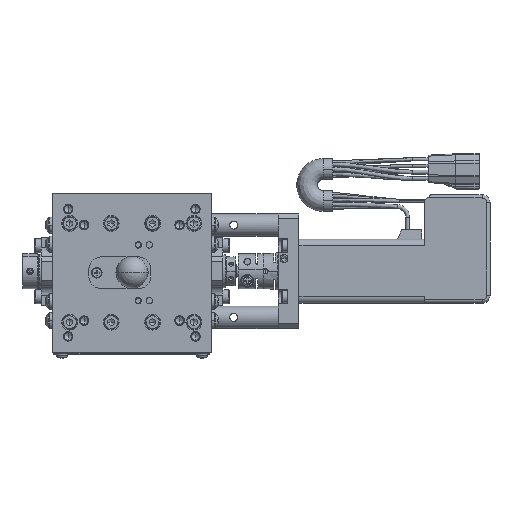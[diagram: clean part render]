
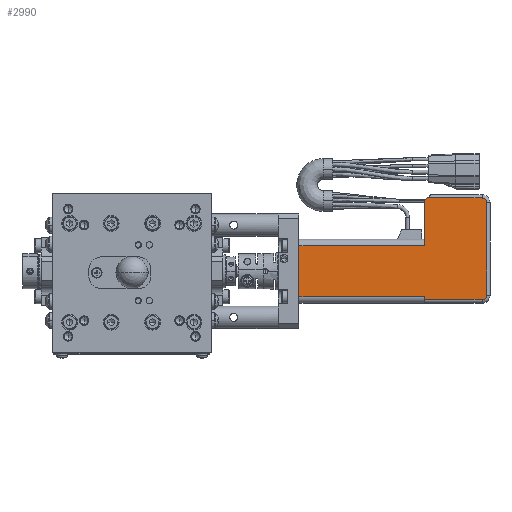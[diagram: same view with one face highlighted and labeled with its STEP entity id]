
A CAD part, top view. The second image highlights one B-rep face of the part: STEP entity #2990.
In plain terms, the highlighted planar face has unit normal (0, 0, 1).
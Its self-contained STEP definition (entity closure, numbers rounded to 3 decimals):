
#2990=ADVANCED_FACE('',(#30330),#30329,.F.);
#30329=PLANE('',#49973);
#30330=FACE_OUTER_BOUND('',#49974,.T.);
#49970=CARTESIAN_POINT('',(46.6,-11.7,16.));
#49971=DIRECTION('',(0.,0.,-1.));
#49972=DIRECTION('',(0.,1.,0.));
#49973=AXIS2_PLACEMENT_3D('',#49970,#49971,#49972);
#49974=EDGE_LOOP('',(#63996,#63997,#63998,#63999,#64000,#64001,#64002,#64003,#64004,#64005,#64006));
#63996=ORIENTED_EDGE('',*,*,#71016,.T.);
#63997=ORIENTED_EDGE('',*,*,#70970,.T.);
#63998=ORIENTED_EDGE('',*,*,#71012,.F.);
#63999=ORIENTED_EDGE('',*,*,#71039,.T.);
#64000=ORIENTED_EDGE('',*,*,#71035,.T.);
#64001=ORIENTED_EDGE('',*,*,#70994,.T.);
#64002=ORIENTED_EDGE('',*,*,#70991,.T.);
#64003=ORIENTED_EDGE('',*,*,#70988,.T.);
#64004=ORIENTED_EDGE('',*,*,#71025,.T.);
#64005=ORIENTED_EDGE('',*,*,#71040,.F.);
#64006=ORIENTED_EDGE('',*,*,#71041,.T.);
#70970=EDGE_CURVE('',#114568,#114610,#114617,.T.);
#70988=EDGE_CURVE('',#114721,#114736,#114743,.T.);
#70991=EDGE_CURVE('',#114749,#114721,#114763,.T.);
#70994=EDGE_CURVE('',#114769,#114749,#114783,.T.);
#71012=EDGE_CURVE('',#114901,#114610,#114902,.T.);
#71016=EDGE_CURVE('',#114928,#114568,#114929,.T.);
#71025=EDGE_CURVE('',#114736,#114987,#114988,.T.);
#71035=EDGE_CURVE('',#115054,#114769,#115055,.T.);
#71039=EDGE_CURVE('',#114901,#115054,#115079,.T.);
#71040=EDGE_CURVE('',#115085,#114987,#115086,.T.);
#71041=EDGE_CURVE('',#115085,#114928,#115092,.T.);
#114568=VERTEX_POINT('',#143751);
#114610=VERTEX_POINT('',#143778);
#114617=LINE('',#143783,#143784);
#114721=VERTEX_POINT('',#143856);
#114736=VERTEX_POINT('',#143867);
#114743=CIRCLE('',#143875,1.5);
#114749=VERTEX_POINT('',#143876);
#114763=LINE('',#143885,#143886);
#114769=VERTEX_POINT('',#143888);
#114783=CIRCLE('',#143901,1.5);
#114901=VERTEX_POINT('',#143972);
#114902=LINE('',#143973,#143974);
#114928=VERTEX_POINT('',#143988);
#114929=LINE('',#143989,#143990);
#114987=VERTEX_POINT('',#144036);
#114988=LINE('',#144037,#144038);
#115054=VERTEX_POINT('',#144078);
#115055=LINE('',#144079,#144080);
#115079=LINE('',#144092,#144093);
#115085=VERTEX_POINT('',#144095);
#115086=LINE('',#144096,#144097);
#115092=LINE('',#144099,#144100);
#143751=CARTESIAN_POINT('',(52.5,8.5,16.));
#143778=CARTESIAN_POINT('',(52.5,-7.5,16.));
#143783=CARTESIAN_POINT('',(52.5,8.5,16.));
#143784=VECTOR('',#143785,16.);
#143785=DIRECTION('',(0.,-1.,0.));
#143856=CARTESIAN_POINT('',(111.5,22.,16.));
#143867=CARTESIAN_POINT('',(110.,23.5,16.));
#143872=CARTESIAN_POINT('',(110.,22.,16.));
#143873=DIRECTION('',(0.,0.,1.));
#143874=DIRECTION('',(-1.,0.,0.));
#143875=AXIS2_PLACEMENT_3D('',#143872,#143873,#143874);
#143876=CARTESIAN_POINT('',(111.5,-7.,16.));
#143885=CARTESIAN_POINT('',(111.5,-7.,16.));
#143886=VECTOR('',#143887,29.);
#143887=DIRECTION('',(0.,1.,0.));
#143888=CARTESIAN_POINT('',(110.,-8.5,16.));
#143898=CARTESIAN_POINT('',(110.,-7.,16.));
#143899=DIRECTION('',(0.,0.,1.));
#143900=DIRECTION('',(0.,1.,0.));
#143901=AXIS2_PLACEMENT_3D('',#143898,#143899,#143900);
#143972=CARTESIAN_POINT('',(92.,-7.5,16.));
#143973=CARTESIAN_POINT('',(92.,-7.5,16.));
#143974=VECTOR('',#143975,39.5);
#143975=DIRECTION('',(-1.,0.,0.));
#143988=CARTESIAN_POINT('',(92.,8.5,16.));
#143989=CARTESIAN_POINT('',(92.,8.5,16.));
#143990=VECTOR('',#143991,39.5);
#143991=DIRECTION('',(-1.,0.,0.));
#144036=CARTESIAN_POINT('',(92.947,23.5,16.));
#144037=CARTESIAN_POINT('',(110.,23.5,16.));
#144038=VECTOR('',#144039,17.053);
#144039=DIRECTION('',(-1.,0.,0.));
#144078=CARTESIAN_POINT('',(92.,-8.5,16.));
#144079=CARTESIAN_POINT('',(92.,-8.5,16.));
#144080=VECTOR('',#144081,18.);
#144081=DIRECTION('',(1.,0.,0.));
#144092=CARTESIAN_POINT('',(92.,-7.5,16.));
#144093=VECTOR('',#144094,1.);
#144094=DIRECTION('',(0.,-1.,0.));
#144095=CARTESIAN_POINT('',(92.,22.6,16.));
#144096=CARTESIAN_POINT('',(92.,22.6,16.));
#144097=VECTOR('',#144098,1.307);
#144098=DIRECTION('',(0.725,0.689,0.));
#144099=CARTESIAN_POINT('',(92.,22.6,16.));
#144100=VECTOR('',#144101,14.1);
#144101=DIRECTION('',(0.,-1.,0.));
